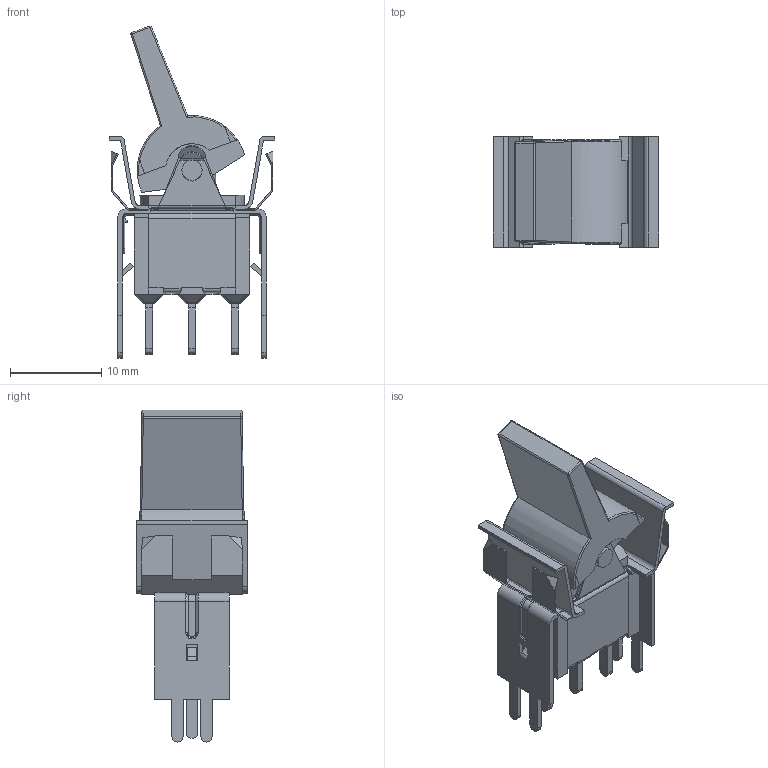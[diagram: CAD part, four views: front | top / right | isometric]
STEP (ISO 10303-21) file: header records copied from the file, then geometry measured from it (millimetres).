
FILE_DESCRIPTION(/* description */ (''),/* implementation_level */ '2;1');
FILE_NAME(/* name */ '300SPxR8xxxVS2xE.stp',/* time_stamp */ '2025-05-13T09:28:38-05:00',/* author */ ('mroman'),/* organization */ (''),/* preprocessor_version */ 'ST-DEVELOPER v18.1',/* originating_system */ 'Autodesk Inventor 2022',/* authorisation */ '');
FILE_SCHEMA (('AUTOMOTIVE_DESIGN { 1 0 10303 214 3 1 1 }'));
Length unit declared in the file: inch
Products named in the file (1): 300SPxR8xxxVS2xE
Bounding box: 18.16 x 12.07 x 36.37 mm (x, y, z)
Volume: 1899.8 mm3; surface area: 3437.2 mm2
Topology: 1 solids, 3 shells, 644 faces, 1692 edges, 1049 vertices
Faces by surface type: plane 433, cylinder 154, torus 37, sphere 16, bspline 4
Full cylindrical faces by diameter (mm): 2.2 x4, 3.2 x1, 5.2 x1
Entity records: 19984 total; most frequent: CARTESIAN_POINT 3957, ORIENTED_EDGE 3356, DIRECTION 3313, EDGE_CURVE 1678, LINE 1231, VECTOR 1231, VERTEX_POINT 1049, AXIS2_PLACEMENT_3D 1041
